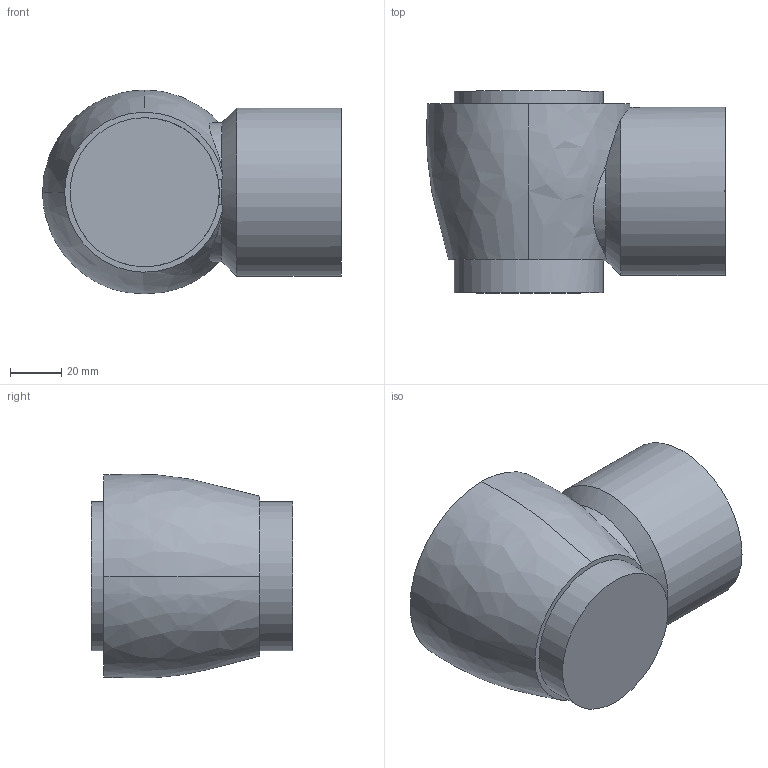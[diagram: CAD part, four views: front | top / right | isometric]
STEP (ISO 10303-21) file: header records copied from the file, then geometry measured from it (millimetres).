
FILE_DESCRIPTION(('FreeCAD Model'),'2;1');
FILE_NAME('kuka_joint_5.step','2020-10-31T05:51:41',( 'Author'),(''),'Open CASCADE STEP processor 7.3','FreeCAD','Unknown' );
FILE_SCHEMA(('AUTOMOTIVE_DESIGN { 1 0 10303 214 1 1 1 1 }'));
Length unit declared in the file: millimetre
Products named in the file (1): KR6_KR10_R900_sixx_3
Bounding box: 116.19 x 78.5 x 79.21 mm (x, y, z)
Volume: 442075.6 mm3; surface area: 37166.8 mm2
Topology: 1 solids, 1 shells, 72 faces, 189 edges, 126 vertices
Faces by surface type: plane 48, bspline 12, cylinder 10, cone 2
Full cylindrical faces by diameter (mm): 40 x1, 58 x2, 65.5 x1
Entity records: 7055 total; most frequent: CARTESIAN_POINT 2932, DIRECTION 600, ORIENTED_EDGE 378, PCURVE 378, DEFINITIONAL_REPRESENTATION 378, LINE 374, VECTOR 374, EDGE_CURVE 189
